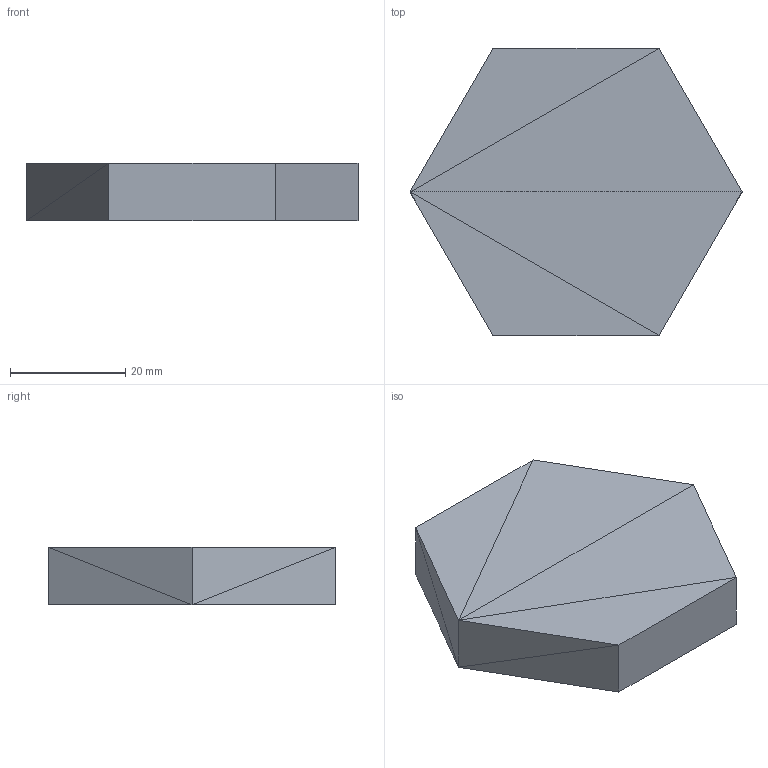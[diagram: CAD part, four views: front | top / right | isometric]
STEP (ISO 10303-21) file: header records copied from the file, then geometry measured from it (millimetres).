
FILE_DESCRIPTION(('Open CASCADE Model'),'2;1');
FILE_NAME('Open CASCADE Shape Model','2025-03-28T19:36:43',('Author'),( 'Open CASCADE'),'Open CASCADE STEP processor 7.7','Open CASCADE 7.7' ,'Unknown');
FILE_SCHEMA(('AUTOMOTIVE_DESIGN { 1 0 10303 214 1 1 1 1 }'));
Length unit declared in the file: millimetre
Products named in the file (1): Open CASCADE STEP translator 7.7 18
Bounding box: 57.73 x 50 x 10 mm (x, y, z)
Surface area: 6062.2 mm2 (no closed solid volume)
Topology: 0 solids, 1 shells, 17 faces, 27 edges, 12 vertices
Faces by surface type: plane 17
Entity records: 691 total; most frequent: CARTESIAN_POINT 138, DIRECTION 90, ORIENTED_EDGE 54, LINE 54, VECTOR 54, PCURVE 54, DEFINITIONAL_REPRESENTATION 54, EDGE_CURVE 27
